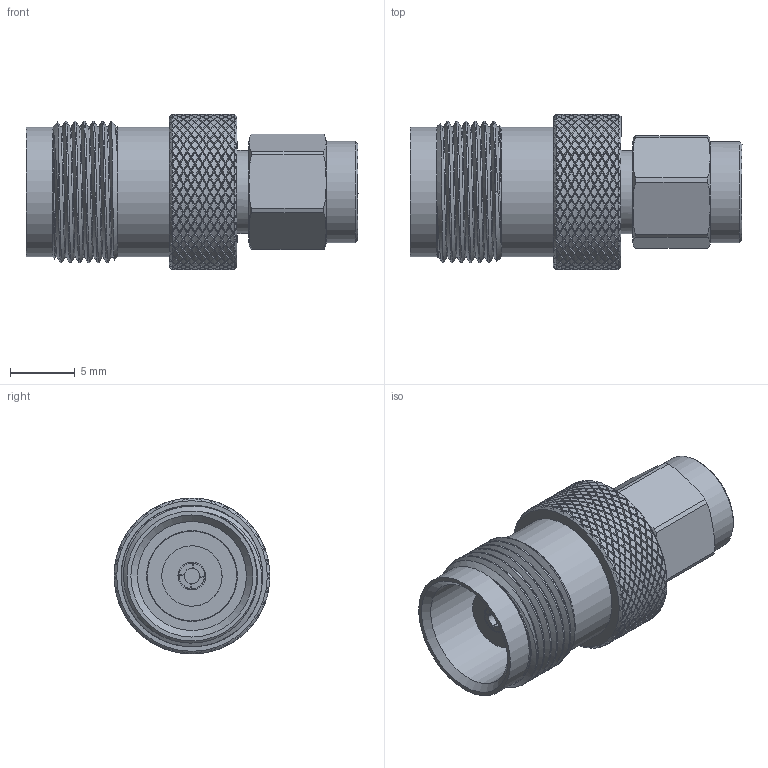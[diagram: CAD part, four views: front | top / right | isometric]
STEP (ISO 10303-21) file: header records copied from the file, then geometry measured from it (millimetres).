
FILE_DESCRIPTION(/* description */ ('Unknown'),/* implementation_level */ '2;1');
FILE_NAME(/* name */ '64403270111000',/* time_stamp */ '2023-04-17T11:42:31+02:00',/* author */ ('Unknown'),/* organization */ ('Unknown'),/* preprocessor_version */ 'ST-DEVELOPER v18.102',/* originating_system */ 'Solid Edge',/* authorisation */ 'Unknown');
FILE_SCHEMA (('AUTOMOTIVE_DESIGN {1 0 10303 214 3 1 1}'));
Products named in the file (1): 64403270111000
Bounding box: 25.58 x 12 x 12 mm (x, y, z)
Volume: 1415.6 mm3; surface area: 2405 mm2
Topology: 1 solids, 1 shells, 3181 faces, 6516 edges, 3357 vertices
Faces by surface type: bspline 2452, cylinder 646, plane 56, cone 25, torus 2
Full cylindrical faces by diameter (mm): 0.9 x1, 1.2 x1, 1.3 x1, 4 x1, 4.1 x1, 4.6 x1, 4.65 x1, 4.7 x1, 6 x1, 6.4 x2, 6.5 x1, 6.55 x5, 6.7 x1, 6.9 x2, 7 x2, 7.8 x1, 8.4 x1, 10 x2
Entity records: 142521 total; most frequent: CARTESIAN_POINT 81427, ORIENTED_EDGE 12884, EDGE_CURVE 6442, VERTEX_POINT 3324, EDGE_LOOP 3234, FACE_BOUND 3234, STYLED_ITEM 3176, PRESENTATION_STYLE_ASSIGNMENT 3176
